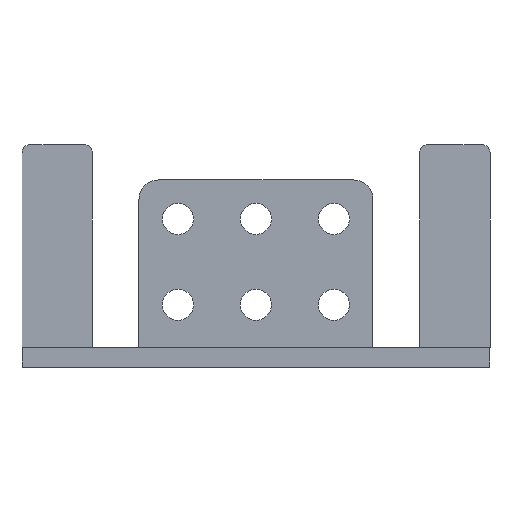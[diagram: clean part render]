
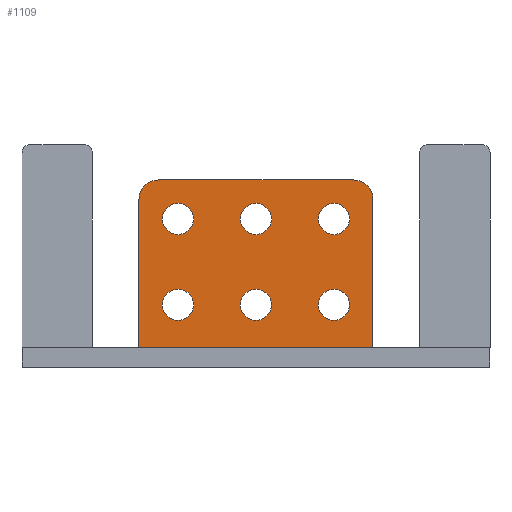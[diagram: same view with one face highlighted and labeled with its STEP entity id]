
A CAD part, front view. The second image highlights one B-rep face of the part: STEP entity #1109.
In plain terms, the highlighted planar face has unit normal (0, -1, 0).
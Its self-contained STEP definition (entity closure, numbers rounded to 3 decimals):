
#53=FACE_BOUND('',#222,.T.);
#54=FACE_BOUND('',#223,.T.);
#55=FACE_BOUND('',#224,.T.);
#56=FACE_BOUND('',#225,.T.);
#57=FACE_BOUND('',#226,.T.);
#58=FACE_BOUND('',#227,.T.);
#88=CIRCLE('',#1189,2.);
#90=CIRCLE('',#1192,2.);
#92=CIRCLE('',#1195,2.);
#94=CIRCLE('',#1198,2.);
#96=CIRCLE('',#1201,2.);
#98=CIRCLE('',#1204,2.);
#99=CIRCLE('',#1207,2.5);
#101=CIRCLE('',#1212,2.5);
#151=FACE_OUTER_BOUND('',#221,.T.);
#221=EDGE_LOOP('',(#925,#926,#927,#928,#929,#930));
#222=EDGE_LOOP('',(#931));
#223=EDGE_LOOP('',(#932));
#224=EDGE_LOOP('',(#933));
#225=EDGE_LOOP('',(#934));
#226=EDGE_LOOP('',(#935));
#227=EDGE_LOOP('',(#936));
#330=LINE('',#1784,#438);
#335=LINE('',#1797,#443);
#337=LINE('',#1801,#445);
#340=LINE('',#1810,#448);
#438=VECTOR('',#1450,10.);
#443=VECTOR('',#1463,10.);
#445=VECTOR('',#1467,10.);
#448=VECTOR('',#1480,10.);
#533=VERTEX_POINT('',#1734);
#535=VERTEX_POINT('',#1740);
#538=VERTEX_POINT('',#1748);
#540=VERTEX_POINT('',#1754);
#542=VERTEX_POINT('',#1760);
#544=VERTEX_POINT('',#1766);
#546=VERTEX_POINT('',#1772);
#548=VERTEX_POINT('',#1778);
#549=VERTEX_POINT('',#1782);
#550=VERTEX_POINT('',#1783);
#553=VERTEX_POINT('',#1791);
#555=VERTEX_POINT('',#1800);
#664=EDGE_CURVE('',#538,#538,#88,.T.);
#667=EDGE_CURVE('',#540,#540,#90,.T.);
#670=EDGE_CURVE('',#542,#542,#92,.T.);
#673=EDGE_CURVE('',#544,#544,#94,.T.);
#676=EDGE_CURVE('',#546,#546,#96,.T.);
#679=EDGE_CURVE('',#548,#548,#98,.T.);
#680=EDGE_CURVE('',#549,#550,#330,.T.);
#684=EDGE_CURVE('',#553,#549,#99,.T.);
#687=EDGE_CURVE('',#535,#553,#335,.T.);
#689=EDGE_CURVE('',#555,#533,#337,.T.);
#692=EDGE_CURVE('',#550,#555,#101,.T.);
#694=EDGE_CURVE('',#533,#535,#340,.T.);
#925=ORIENTED_EDGE('',*,*,#694,.F.);
#926=ORIENTED_EDGE('',*,*,#689,.F.);
#927=ORIENTED_EDGE('',*,*,#692,.F.);
#928=ORIENTED_EDGE('',*,*,#680,.F.);
#929=ORIENTED_EDGE('',*,*,#684,.F.);
#930=ORIENTED_EDGE('',*,*,#687,.F.);
#931=ORIENTED_EDGE('',*,*,#679,.F.);
#932=ORIENTED_EDGE('',*,*,#676,.F.);
#933=ORIENTED_EDGE('',*,*,#673,.F.);
#934=ORIENTED_EDGE('',*,*,#670,.F.);
#935=ORIENTED_EDGE('',*,*,#667,.F.);
#936=ORIENTED_EDGE('',*,*,#664,.F.);
#1065=PLANE('',#1215);
#1109=ADVANCED_FACE('',(#151,#53,#54,#55,#56,#57,#58),#1065,.F.);
#1189=AXIS2_PLACEMENT_3D('',#1750,#1411,#1412);
#1192=AXIS2_PLACEMENT_3D('',#1756,#1418,#1419);
#1195=AXIS2_PLACEMENT_3D('',#1762,#1425,#1426);
#1198=AXIS2_PLACEMENT_3D('',#1768,#1432,#1433);
#1201=AXIS2_PLACEMENT_3D('',#1774,#1439,#1440);
#1204=AXIS2_PLACEMENT_3D('',#1780,#1446,#1447);
#1207=AXIS2_PLACEMENT_3D('',#1792,#1456,#1457);
#1212=AXIS2_PLACEMENT_3D('',#1806,#1472,#1473);
#1215=AXIS2_PLACEMENT_3D('',#1809,#1478,#1479);
#1411=DIRECTION('center_axis',(0.,-1.,0.));
#1412=DIRECTION('ref_axis',(1.,0.,0.));
#1418=DIRECTION('center_axis',(0.,-1.,0.));
#1419=DIRECTION('ref_axis',(1.,0.,0.));
#1425=DIRECTION('center_axis',(0.,-1.,0.));
#1426=DIRECTION('ref_axis',(1.,0.,0.));
#1432=DIRECTION('center_axis',(0.,-1.,0.));
#1433=DIRECTION('ref_axis',(1.,0.,0.));
#1439=DIRECTION('center_axis',(0.,-1.,0.));
#1440=DIRECTION('ref_axis',(1.,0.,0.));
#1446=DIRECTION('center_axis',(0.,-1.,0.));
#1447=DIRECTION('ref_axis',(1.,0.,0.));
#1450=DIRECTION('',(1.,0.,0.));
#1456=DIRECTION('center_axis',(0.,1.,0.));
#1457=DIRECTION('ref_axis',(-1.,0.,0.));
#1463=DIRECTION('',(0.,0.,1.));
#1467=DIRECTION('',(0.,0.,-1.));
#1472=DIRECTION('center_axis',(0.,1.,0.));
#1473=DIRECTION('ref_axis',(0.,0.,1.));
#1478=DIRECTION('center_axis',(0.,1.,0.));
#1479=DIRECTION('ref_axis',(1.,0.,0.));
#1480=DIRECTION('',(-1.,0.,0.));
#1734=CARTESIAN_POINT('',(5.,39.,2.5));
#1740=CARTESIAN_POINT('',(-25.,39.,2.5));
#1748=CARTESIAN_POINT('',(-22.,39.,8.));
#1750=CARTESIAN_POINT('Origin',(-20.,39.,8.));
#1754=CARTESIAN_POINT('',(-12.,39.,19.));
#1756=CARTESIAN_POINT('Origin',(-10.,39.,19.));
#1760=CARTESIAN_POINT('',(-2.,39.,19.));
#1762=CARTESIAN_POINT('Origin',(0.,39.,19.));
#1766=CARTESIAN_POINT('',(-2.,39.,8.));
#1768=CARTESIAN_POINT('Origin',(0.,39.,8.));
#1772=CARTESIAN_POINT('',(-22.,39.,19.));
#1774=CARTESIAN_POINT('Origin',(-20.,39.,19.));
#1778=CARTESIAN_POINT('',(-12.,39.,8.));
#1780=CARTESIAN_POINT('Origin',(-10.,39.,8.));
#1782=CARTESIAN_POINT('',(-22.5,39.,24.));
#1783=CARTESIAN_POINT('',(2.5,39.,24.));
#1784=CARTESIAN_POINT('',(-22.5,39.,24.));
#1791=CARTESIAN_POINT('',(-25.,39.,21.5));
#1792=CARTESIAN_POINT('Origin',(-22.5,39.,21.5));
#1797=CARTESIAN_POINT('',(-25.,39.,2.));
#1800=CARTESIAN_POINT('',(5.,39.,21.5));
#1801=CARTESIAN_POINT('',(5.,39.,21.5));
#1806=CARTESIAN_POINT('Origin',(2.5,39.,21.5));
#1809=CARTESIAN_POINT('Origin',(-10.,39.,13.));
#1810=CARTESIAN_POINT('',(-27.5,39.,2.5));
